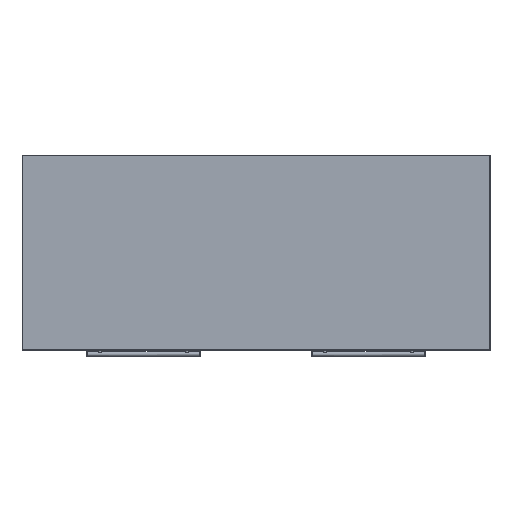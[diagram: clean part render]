
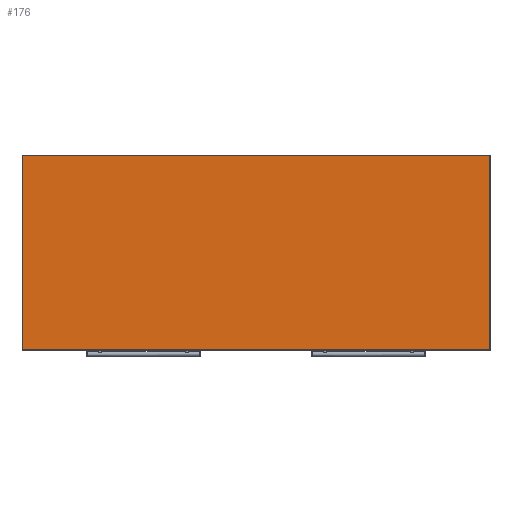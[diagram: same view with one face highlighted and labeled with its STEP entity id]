
A CAD part, top view. The second image highlights one B-rep face of the part: STEP entity #176.
In plain terms, the highlighted face is planar.
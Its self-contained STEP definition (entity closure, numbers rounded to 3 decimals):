
#176=ADVANCED_FACE('',(#347),#2242,.T.);
#347=FACE_OUTER_BOUND('',#503,.T.);
#503=EDGE_LOOP('',(#692,#693,#694,#695));
#692=ORIENTED_EDGE('',*,*,#1350,.F.);
#693=ORIENTED_EDGE('',*,*,#1351,.F.);
#694=ORIENTED_EDGE('',*,*,#1352,.F.);
#695=ORIENTED_EDGE('',*,*,#1349,.F.);
#1349=EDGE_CURVE('',#2006,#2007,#1742,.T.);
#1350=EDGE_CURVE('',#2008,#2006,#1743,.T.);
#1351=EDGE_CURVE('',#2009,#2008,#1744,.T.);
#1352=EDGE_CURVE('',#2007,#2009,#1745,.T.);
#1742=B_SPLINE_CURVE_WITH_KNOTS('',1,(#3262,#3263),.UNSPECIFIED.,.F.,.F.,
(2,2),(-498.,0.),.UNSPECIFIED.);
#1743=B_SPLINE_CURVE_WITH_KNOTS('',1,(#3264,#3265),.UNSPECIFIED.,.F.,.F.,
(2,2),(-1198.,0.),.UNSPECIFIED.);
#1744=B_SPLINE_CURVE_WITH_KNOTS('',1,(#3266,#3267),.UNSPECIFIED.,.F.,.F.,
(2,2),(-498.,0.),.UNSPECIFIED.);
#1745=B_SPLINE_CURVE_WITH_KNOTS('',1,(#3268,#3269),.UNSPECIFIED.,.F.,.F.,
(2,2),(-1198.,0.),.UNSPECIFIED.);
#2006=VERTEX_POINT('',#3208);
#2007=VERTEX_POINT('',#3209);
#2008=VERTEX_POINT('',#3210);
#2009=VERTEX_POINT('',#3211);
#2242=PLANE('',#2540);
#2540=AXIS2_PLACEMENT_3D('',#2899,#2712,$);
#2712=DIRECTION('',(0.,1.,0.));
#2899=CARTESIAN_POINT('',(-718.8,90.,298.8));
#3208=CARTESIAN_POINT('',(599.,90.,-249.));
#3209=CARTESIAN_POINT('',(599.,90.,249.));
#3210=CARTESIAN_POINT('',(-599.,90.,-249.));
#3211=CARTESIAN_POINT('',(-599.,90.,249.));
#3262=CARTESIAN_POINT('',(599.,90.,-249.));
#3263=CARTESIAN_POINT('',(599.,90.,249.));
#3264=CARTESIAN_POINT('',(-599.,90.,-249.));
#3265=CARTESIAN_POINT('',(599.,90.,-249.));
#3266=CARTESIAN_POINT('',(-599.,90.,249.));
#3267=CARTESIAN_POINT('',(-599.,90.,-249.));
#3268=CARTESIAN_POINT('',(599.,90.,249.));
#3269=CARTESIAN_POINT('',(-599.,90.,249.));
